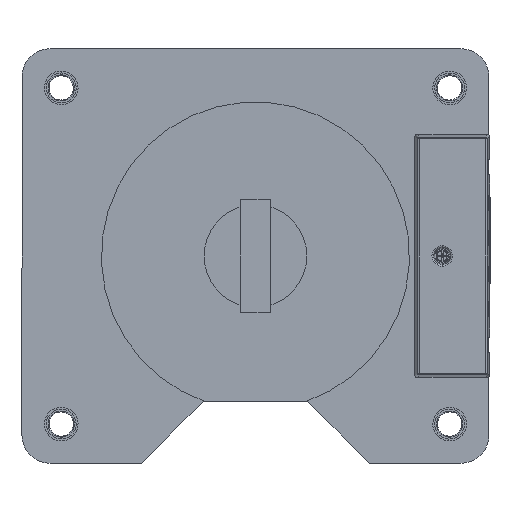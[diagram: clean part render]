
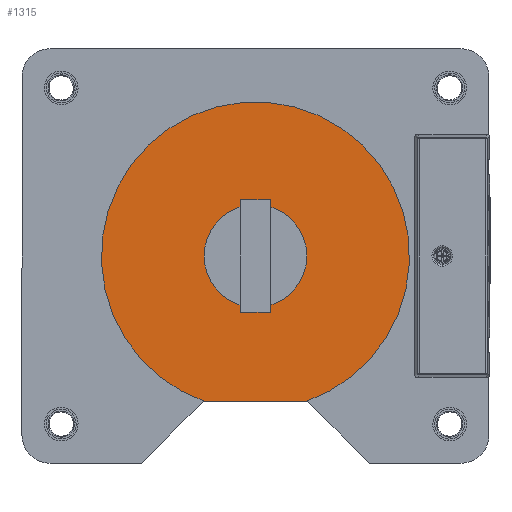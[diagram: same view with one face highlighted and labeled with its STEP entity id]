
A CAD part, left-side view. The second image highlights one B-rep face of the part: STEP entity #1315.
In plain terms, the highlighted planar face has unit normal (-1, 0, 0).
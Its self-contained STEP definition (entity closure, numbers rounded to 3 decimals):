
#1315 = ADVANCED_FACE ( 'NONE', ( #120189, #40791 ), #56241, .T. ) ;
#4780 = EDGE_LOOP ( 'NONE', ( #107111, #28189 ) ) ;
#4867 = DIRECTION ( 'NONE',  ( -1., 0., 0. ) ) ;
#7128 = EDGE_CURVE ( 'NONE', #74942, #122983, #22308, .T. ) ;
#7384 = EDGE_LOOP ( 'NONE', ( #49346, #19945 ) ) ;
#13247 = AXIS2_PLACEMENT_3D ( 'NONE', #75532, #13800, #85931 ) ;
#13800 = DIRECTION ( 'NONE',  ( -1., 0., 0. ) ) ;
#16677 = CARTESIAN_POINT ( 'NONE',  ( -135., 0., 0. ) ) ;
#18279 = VERTEX_POINT ( 'NONE', #78300 ) ;
#18645 = CARTESIAN_POINT ( 'NONE',  ( -135., 26.875, -78. ) ) ;
#19945 = ORIENTED_EDGE ( 'NONE', *, *, #31209, .F. ) ;
#22308 = LINE ( 'NONE', #41649, #73861 ) ;
#24516 = CARTESIAN_POINT ( 'NONE',  ( -135., 0., 0. ) ) ;
#27120 = DIRECTION ( 'NONE',  ( 0., 0., 1. ) ) ;
#28189 = ORIENTED_EDGE ( 'NONE', *, *, #7128, .T. ) ;
#31209 = EDGE_CURVE ( 'NONE', #18279, #123703, #117154, .T. ) ;
#31300 = DIRECTION ( 'NONE',  ( 0., -1., 0. ) ) ;
#33358 = AXIS2_PLACEMENT_3D ( 'NONE', #35100, #4867, #76943 ) ;
#34933 = DIRECTION ( 'NONE',  ( 0., 0., 1. ) ) ;
#35100 = CARTESIAN_POINT ( 'NONE',  ( -135., 0., 0. ) ) ;
#40791 = FACE_BOUND ( 'NONE', #7384, .T. ) ;
#41649 = CARTESIAN_POINT ( 'NONE',  ( -135., 26.875, -78. ) ) ;
#49346 = ORIENTED_EDGE ( 'NONE', *, *, #127100, .F. ) ;
#50759 = EDGE_CURVE ( 'NONE', #122983, #74942, #58760, .T. ) ;
#56241 = PLANE ( 'NONE',  #33358 ) ;
#58760 = CIRCLE ( 'NONE', #84801, 82.5 ) ;
#62698 = CIRCLE ( 'NONE', #13247, 27.5 ) ;
#73861 = VECTOR ( 'NONE', #31300, 1000. ) ;
#74435 = CARTESIAN_POINT ( 'NONE',  ( -135., -26.875, -78. ) ) ;
#74942 = VERTEX_POINT ( 'NONE', #18645 ) ;
#75532 = CARTESIAN_POINT ( 'NONE',  ( -135., 0., 0. ) ) ;
#76943 = DIRECTION ( 'NONE',  ( 0., 0., 1. ) ) ;
#78300 = CARTESIAN_POINT ( 'NONE',  ( -135., 0., 27.5 ) ) ;
#84801 = AXIS2_PLACEMENT_3D ( 'NONE', #16677, #88936, #27120 ) ;
#85931 = DIRECTION ( 'NONE',  ( 0., 0., 1. ) ) ;
#88936 = DIRECTION ( 'NONE',  ( -1., 0., 0. ) ) ;
#91903 = CARTESIAN_POINT ( 'NONE',  ( -135., 0., -27.5 ) ) ;
#96753 = DIRECTION ( 'NONE',  ( -1., 0., 0. ) ) ;
#107111 = ORIENTED_EDGE ( 'NONE', *, *, #50759, .T. ) ;
#117154 = CIRCLE ( 'NONE', #121085, 27.5 ) ;
#120189 = FACE_OUTER_BOUND ( 'NONE', #4780, .T. ) ;
#121085 = AXIS2_PLACEMENT_3D ( 'NONE', #24516, #96753, #34933 ) ;
#122983 = VERTEX_POINT ( 'NONE', #74435 ) ;
#123703 = VERTEX_POINT ( 'NONE', #91903 ) ;
#127100 = EDGE_CURVE ( 'NONE', #123703, #18279, #62698, .T. ) ;
